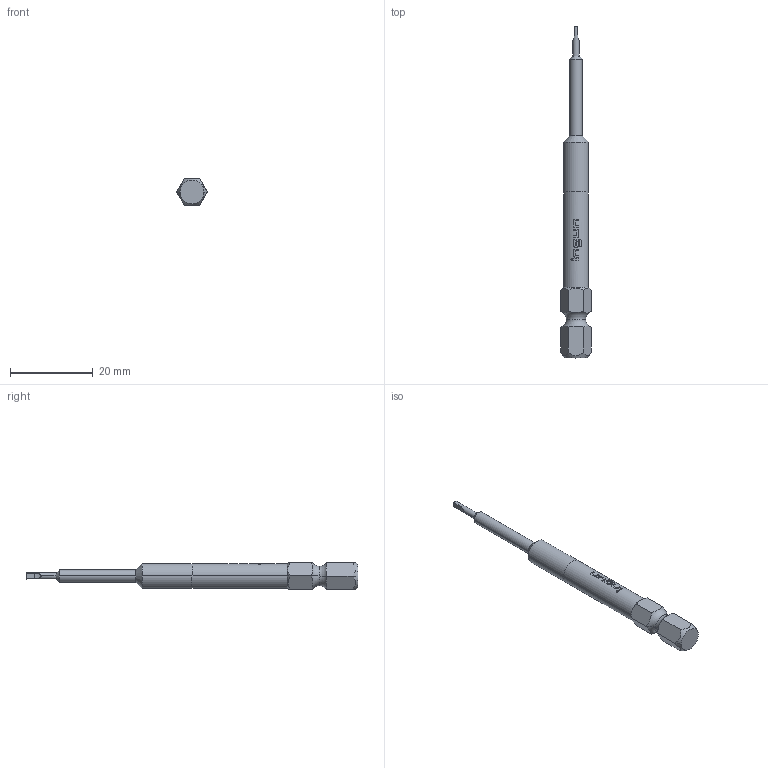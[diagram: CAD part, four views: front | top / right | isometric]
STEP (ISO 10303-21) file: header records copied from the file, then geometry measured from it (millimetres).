
FILE_DESCRIPTION (( 'STEP AP203' ), '1' );
FILE_NAME ('INGUN_BIT-SKS-465_S.STEP', '2022-03-09T14:37:58', ( 'ochi' ), ( '' ), 'SwSTEP 2.0', 'SolidWorks 2018', '' );
FILE_SCHEMA (( 'CONFIG_CONTROL_DESIGN' ));
Length unit declared in the file: millimetre
Products named in the file (1): INGUN_BIT-SKS-465_S
Bounding box: 7.33 x 80 x 6.35 mm (x, y, z)
Volume: 1702.6 mm3; surface area: 1301.7 mm2
Topology: 1 solids, 1 shells, 106 faces, 272 edges, 174 vertices
Faces by surface type: plane 56, bspline 22, cylinder 16, cone 8, torus 4
Entity records: 3789 total; most frequent: CARTESIAN_POINT 1377, ORIENTED_EDGE 544, DIRECTION 390, EDGE_CURVE 272, VERTEX_POINT 174, AXIS2_PLACEMENT_3D 147, B_SPLINE_CURVE_WITH_KNOTS 114, EDGE_LOOP 112
